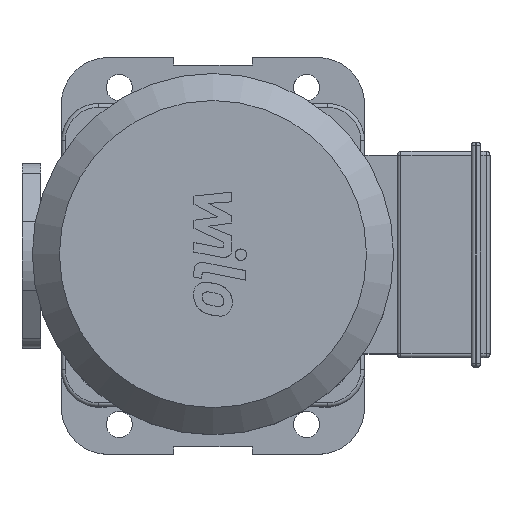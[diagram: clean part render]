
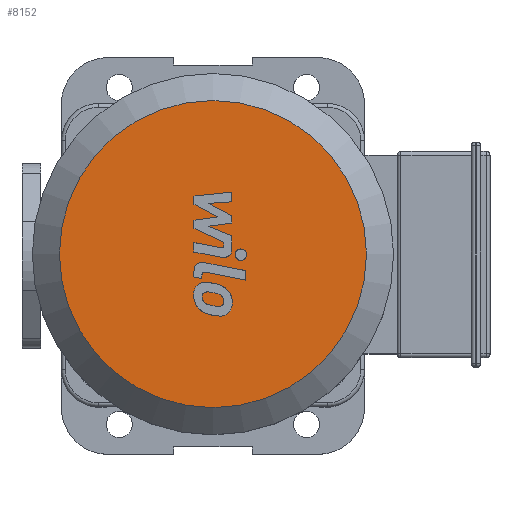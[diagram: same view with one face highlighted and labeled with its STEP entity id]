
A CAD part, top view. The second image highlights one B-rep face of the part: STEP entity #8152.
In plain terms, the highlighted planar face has unit normal (0, 0, 1).
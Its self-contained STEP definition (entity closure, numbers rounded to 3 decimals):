
#1600=PLANE('',#8890);
#2285=FACE_OUTER_BOUND('',#2836,.T.);
#2836=EDGE_LOOP('',(#7169));
#3389=CIRCLE('',#8887,82.025);
#4099=VERTEX_POINT('',#14522);
#5152=EDGE_CURVE('',#4099,#4099,#3389,.T.);
#7169=ORIENTED_EDGE('',*,*,#5152,.F.);
#8152=ADVANCED_FACE('',(#2285),#1600,.F.);
#8887=AXIS2_PLACEMENT_3D('',#14523,#10810,#10811);
#8890=AXIS2_PLACEMENT_3D('',#14527,#10816,#10817);
#10810=DIRECTION('center_axis',(0.,0.,-1.));
#10811=DIRECTION('ref_axis',(-1.,0.,0.));
#10816=DIRECTION('center_axis',(0.,0.,-1.));
#10817=DIRECTION('ref_axis',(-1.,0.,0.));
#14522=CARTESIAN_POINT('',(82.025,0.,596.5));
#14523=CARTESIAN_POINT('Origin',(0.,0.,596.5));
#14527=CARTESIAN_POINT('Origin',(0.,0.,596.5));
